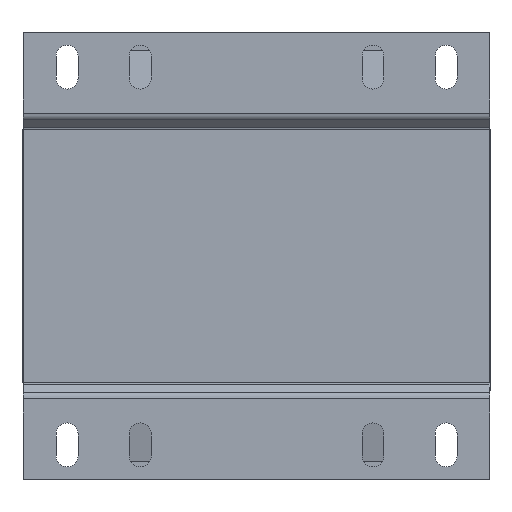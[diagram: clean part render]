
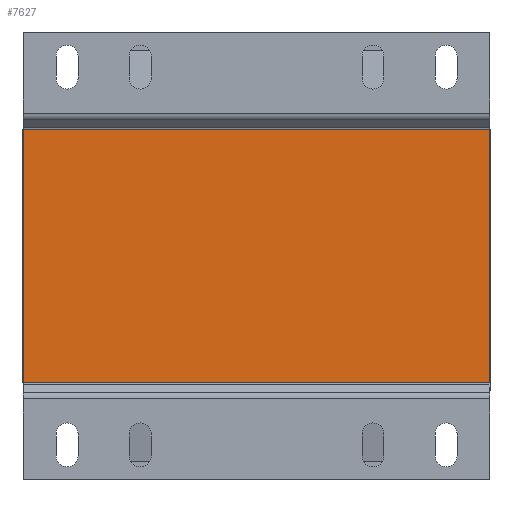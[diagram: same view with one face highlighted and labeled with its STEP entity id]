
A CAD part, front view. The second image highlights one B-rep face of the part: STEP entity #7627.
In plain terms, the highlighted planar face has unit normal (0, -1, 0).
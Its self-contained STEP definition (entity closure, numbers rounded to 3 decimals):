
#239 = VECTOR ( 'NONE', #3913, 1000. ) ;
#242 = EDGE_CURVE ( 'Defeature ausgef�hrt2_71+Defeature ausgef�hrt2_65+Defeature ausgef�hrt2_66+Defeature ausgef�hrt2_74', #8650, #13437, #5738, .T. ) ;
#374 = VECTOR ( 'NONE', #8990, 1000. ) ;
#915 = CARTESIAN_POINT ( 'NONE',  ( 96., -82.5, 52. ) ) ;
#1549 = DIRECTION ( 'NONE',  ( 1., 0., 0. ) ) ;
#2117 = VECTOR ( 'NONE', #1549, 1000. ) ;
#2123 = VERTEX_POINT ( 'NONE', #915 ) ;
#2451 = DIRECTION ( 'NONE',  ( 0., 0., 1. ) ) ;
#2947 = CARTESIAN_POINT ( 'NONE',  ( -95.5, -82.5, -52. ) ) ;
#3913 = DIRECTION ( 'NONE',  ( 0., 0., -1. ) ) ;
#4280 = LINE ( 'NONE', #12172, #2117 ) ;
#4449 = EDGE_CURVE ( 'Defeature ausgef�hrt2_65+Defeature ausgef�hrt2_74+Defeature ausgef�hrt2_81+Defeature ausgef�hrt2_71', #2123, #13437, #11846, .T. ) ;
#5738 = LINE ( 'NONE', #9045, #374 ) ;
#5982 = FACE_OUTER_BOUND ( 'NONE', #9173, .T. ) ;
#6093 = LINE ( 'NONE', #8206, #239 ) ;
#7627 = ADVANCED_FACE ( 'Defeature ausgef�hrt2_65', ( #5982 ), #12146, .F. ) ;
#7694 = ORIENTED_EDGE ( 'NONE', *, *, #13166, .T. ) ;
#8206 = CARTESIAN_POINT ( 'NONE',  ( 96., -82.5, 93. ) ) ;
#8645 = VECTOR ( 'NONE', #13159, 1000. ) ;
#8650 = VERTEX_POINT ( 'NONE', #2947 ) ;
#8990 = DIRECTION ( 'NONE',  ( 0., 0., 1. ) ) ;
#9045 = CARTESIAN_POINT ( 'NONE',  ( -95.5, -82.5, 93. ) ) ;
#9173 = EDGE_LOOP ( 'NONE', ( #10276, #11498, #7694, #10216 ) ) ;
#9839 = EDGE_CURVE ( 'Defeature ausgef�hrt2_81+Defeature ausgef�hrt2_65+Defeature ausgef�hrt2_74+Defeature ausgef�hrt2_66', #2123, #13187, #6093, .T. ) ;
#9953 = CARTESIAN_POINT ( 'NONE',  ( 0.25, -82.5, 0. ) ) ;
#10216 = ORIENTED_EDGE ( 'NONE', *, *, #9839, .F. ) ;
#10276 = ORIENTED_EDGE ( 'NONE', *, *, #4449, .T. ) ;
#10354 = CARTESIAN_POINT ( 'NONE',  ( -95.5, -82.5, 52. ) ) ;
#11498 = ORIENTED_EDGE ( 'NONE', *, *, #242, .F. ) ;
#11846 = LINE ( 'NONE', #12169, #8645 ) ;
#12146 = PLANE ( 'NONE',  #13411 ) ;
#12169 = CARTESIAN_POINT ( 'NONE',  ( 96., -82.5, 52. ) ) ;
#12172 = CARTESIAN_POINT ( 'NONE',  ( 96., -82.5, -52. ) ) ;
#13159 = DIRECTION ( 'NONE',  ( -1., 0., 0. ) ) ;
#13166 = EDGE_CURVE ( 'Defeature ausgef�hrt2_65+Defeature ausgef�hrt2_66+Defeature ausgef�hrt2_71+Defeature ausgef�hrt2_81', #8650, #13187, #4280, .T. ) ;
#13187 = VERTEX_POINT ( 'NONE', #13347 ) ;
#13277 = DIRECTION ( 'NONE',  ( 0., 1., 0. ) ) ;
#13347 = CARTESIAN_POINT ( 'NONE',  ( 96., -82.5, -52. ) ) ;
#13411 = AXIS2_PLACEMENT_3D ( 'NONE', #9953, #13277, #2451 ) ;
#13437 = VERTEX_POINT ( 'NONE', #10354 ) ;
